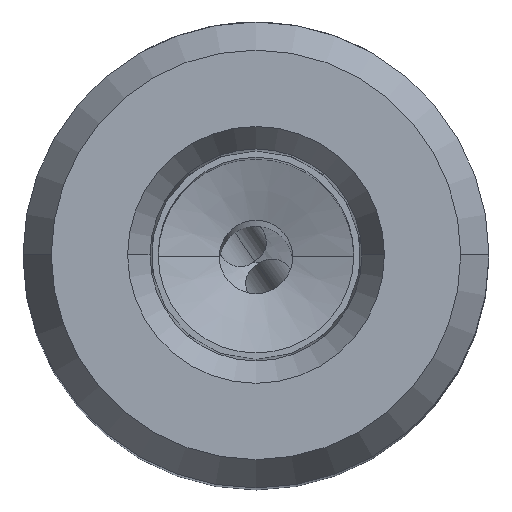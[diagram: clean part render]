
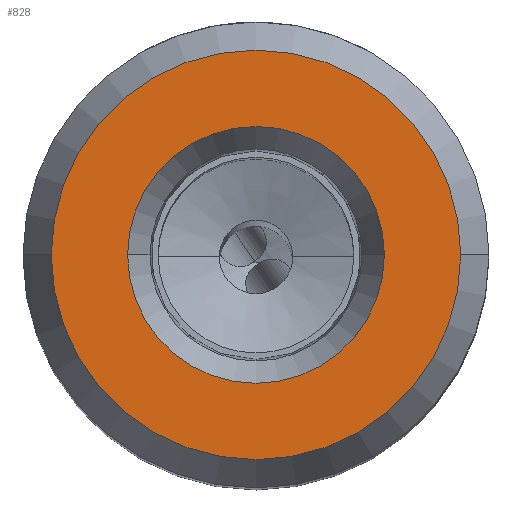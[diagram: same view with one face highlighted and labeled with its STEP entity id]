
A CAD part, top view. The second image highlights one B-rep face of the part: STEP entity #828.
In plain terms, the highlighted planar face has unit normal (0, 0, 1).
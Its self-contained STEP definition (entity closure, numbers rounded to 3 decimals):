
#111=FACE_BOUND('',#1338,.T.);
#112=FACE_BOUND('',#1339,.T.);
#222=CIRCLE('',#4879,5.25);
#223=CIRCLE('',#4881,5.25);
#224=CIRCLE('',#4883,8.37);
#225=CIRCLE('',#4884,8.37);
#330=PLANE('',#4885);
#828=ADVANCED_FACE('',(#111,#112),#330,.T.);
#1338=EDGE_LOOP('',(#2137,#2138));
#1339=EDGE_LOOP('',(#2139,#2140));
#2137=ORIENTED_EDGE('',*,*,#3847,.T.);
#2138=ORIENTED_EDGE('',*,*,#3848,.T.);
#2139=ORIENTED_EDGE('',*,*,#3849,.T.);
#2140=ORIENTED_EDGE('',*,*,#3850,.T.);
#3232=VERTEX_POINT('',#12055);
#3233=VERTEX_POINT('',#12057);
#3234=VERTEX_POINT('',#12063);
#3235=VERTEX_POINT('',#12064);
#3847=EDGE_CURVE('',#3232,#3233,#222,.T.);
#3848=EDGE_CURVE('',#3233,#3232,#223,.T.);
#3849=EDGE_CURVE('',#3234,#3235,#224,.T.);
#3850=EDGE_CURVE('',#3235,#3234,#225,.T.);
#4879=AXIS2_PLACEMENT_3D('',#12058,#5491,#5492);
#4881=AXIS2_PLACEMENT_3D('',#12060,#5495,#5496);
#4883=AXIS2_PLACEMENT_3D('',#12062,#5499,#5500);
#4884=AXIS2_PLACEMENT_3D('',#12065,#5501,#5502);
#4885=AXIS2_PLACEMENT_3D('',#12066,#5503,#5504);
#5491=DIRECTION('',(0.,0.,-1.));
#5492=DIRECTION('',(-1.,0.,0.));
#5495=DIRECTION('',(0.,0.,-1.));
#5496=DIRECTION('',(1.,0.,0.));
#5499=DIRECTION('',(0.,0.,1.));
#5500=DIRECTION('',(-1.,0.,0.));
#5501=DIRECTION('',(0.,0.,1.));
#5502=DIRECTION('',(1.,0.,0.));
#5503=DIRECTION('',(0.,0.,1.));
#5504=DIRECTION('',(-1.,0.,0.));
#12055=CARTESIAN_POINT('',(-5.25,0.,24.5));
#12057=CARTESIAN_POINT('',(5.25,0.,24.5));
#12058=CARTESIAN_POINT('',(0.,0.,24.5));
#12060=CARTESIAN_POINT('',(0.,0.,24.5));
#12062=CARTESIAN_POINT('',(0.,0.,24.5));
#12063=CARTESIAN_POINT('',(-8.37,0.,24.5));
#12064=CARTESIAN_POINT('',(8.37,0.,24.5));
#12065=CARTESIAN_POINT('',(0.,0.,24.5));
#12066=CARTESIAN_POINT('',(0.,0.,24.5));
